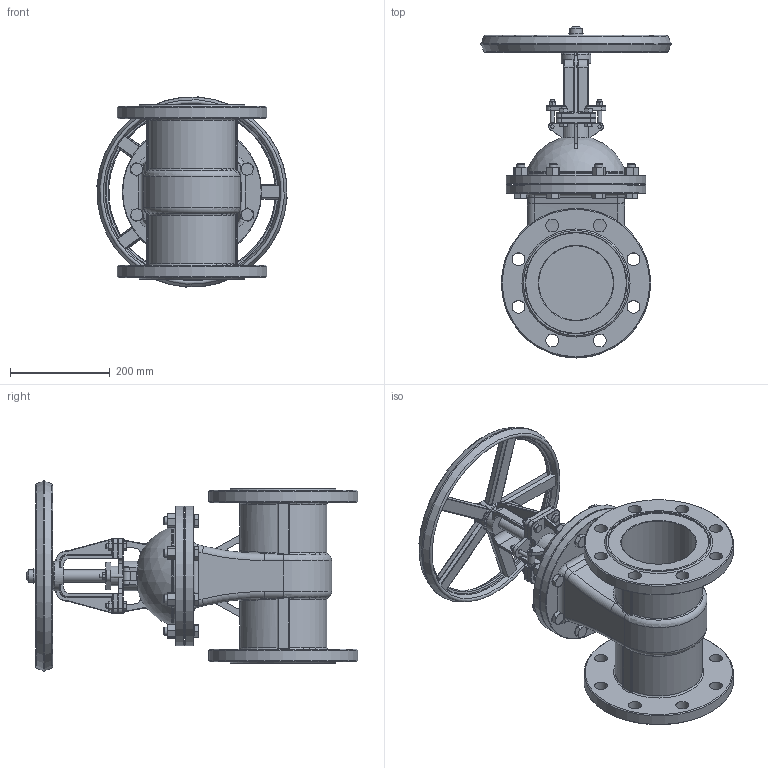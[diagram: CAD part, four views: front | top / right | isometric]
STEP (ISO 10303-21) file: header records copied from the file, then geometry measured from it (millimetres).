
FILE_DESCRIPTION(/* description */ (''),/* implementation_level */ '2;1');
FILE_NAME(/* name */ 'DN150_3D_STEP.stp',/* time_stamp */ '2025-09-20T00:13:11+03:00',/* author */ ('igorr'),/* organization */ (''),/* preprocessor_version */ 'ST-DEVELOPER v20',/* originating_system */ 'Autodesk Inventor 2025',/* authorisation */ '');
FILE_SCHEMA (('AUTOMOTIVE_DESIGN { 1 0 10303 214 3 1 1 }'));
Length unit declared in the file: millimetre
Products named in the file (8): Сборка; Деталь1; Деталь2; ANSI B18.2.4.2M - M16x2; AS 1110 - M16 x 60; AS 1110 - M10 x 35; ANSI B18.2.4.2M - M10x1,5; ANSI B18.2.4.2M - M8x1,25
Assembly tree (28 placements, depth 2):
  Сборка
    Деталь1
    Деталь2
    ANSI B18.2.4.2M - M16x2  x8
    AS 1110 - M16 x 60  x8
    AS 1110 - M10 x 35  x4
    ANSI B18.2.4.2M - M10x1,5  x4
    ANSI B18.2.4.2M - M8x1,25  x2
Bounding box: 381.76 x 666.5 x 381.76 mm (x, y, z)
Volume: 14150394.2 mm3; surface area: 1218969.8 mm2
Topology: 32 solids, 32 shells, 1297 faces, 3084 edges, 1875 vertices
Faces by surface type: plane 510, cone 310, cylinder 270, torus 103, bspline 99, sphere 5
Full cylindrical faces by diameter (mm): 6.647 x2, 7 x4, 8 x4, 8.376 x4, 10 x16, 13.835 x8, 15 x2, 16 x28, 24 x8, 25 x2, 26 x16, 30 x2, 40 x1, 50 x2, 60 x2, 150 x2, 200 x2, 204 x2, 280 x2, 300 x2
Entity records: 29351 total; most frequent: CARTESIAN_POINT 9305, ORIENTED_EDGE 4032, DIRECTION 3919, EDGE_CURVE 2016, AXIS2_PLACEMENT_3D 1592, VERTEX_POINT 1255, EDGE_LOOP 937, FACE_OUTER_BOUND 804
